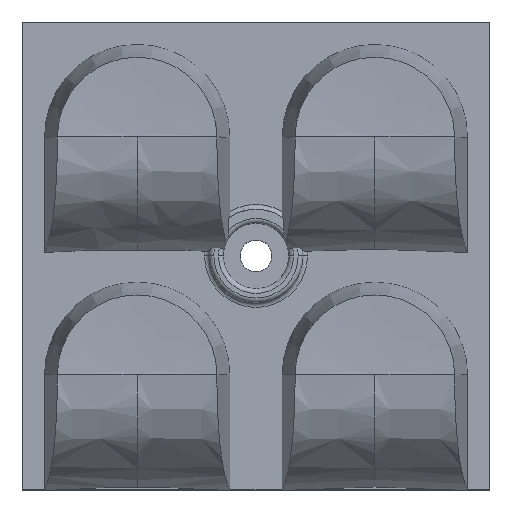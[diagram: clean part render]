
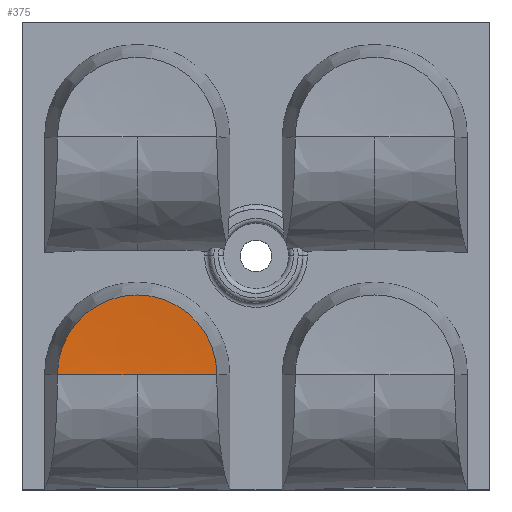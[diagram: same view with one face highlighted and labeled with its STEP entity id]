
A CAD part, top view. The second image highlights one B-rep face of the part: STEP entity #375.
In plain terms, the highlighted free-form (B-spline) face has degree [5, 3] with [6, 4] control points.
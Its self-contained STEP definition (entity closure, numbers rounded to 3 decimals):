
#20 = CARTESIAN_POINT ( 'NONE',  ( -11.74, -10.781, 11.58 ) ) ;
#48 = CIRCLE ( 'NONE', #4091, 8.519 ) ;
#89 = CARTESIAN_POINT ( 'NONE',  ( -14.781, -12.7, 11.581 ) ) ;
#188 = B_SPLINE_CURVE_WITH_KNOTS ( 'NONE', 3,
 ( #881, #6740, #1372, #1406, #6110, #2959, #1928, #5644, #4475, #1305 ),
 .UNSPECIFIED., .F., .F.,
 ( 4, 2, 2, 2, 4 ),
 ( 0.119, 0.25, 0.5, 0.75, 1. ),
 .UNSPECIFIED. ) ;
#375 = ADVANCED_FACE ( 'NONE', ( #2713 ), #5053, .T. ) ;
#565 = CARTESIAN_POINT ( 'NONE',  ( -6.287, 0.125, 11.719 ) ) ;
#621 = EDGE_CURVE ( 'NONE', #1870, #1424, #188, .T. ) ;
#675 = CARTESIAN_POINT ( 'NONE',  ( -4.181, 4.338, 11.826 ) ) ;
#881 = CARTESIAN_POINT ( 'NONE',  ( -4.181, -12.7, 11.826 ) ) ;
#986 = CARTESIAN_POINT ( 'NONE',  ( -12.7, -12.7, 11.826 ) ) ;
#1239 = CARTESIAN_POINT ( 'NONE',  ( -11.74, -12.7, 11.58 ) ) ;
#1305 = CARTESIAN_POINT ( 'NONE',  ( -12.7, -12.7, 11.569 ) ) ;
#1372 = CARTESIAN_POINT ( 'NONE',  ( -5.236, -12.7, 11.774 ) ) ;
#1406 = CARTESIAN_POINT ( 'NONE',  ( -6.792, -12.7, 11.706 ) ) ;
#1424 = VERTEX_POINT ( 'NONE', #3144 ) ;
#1656 = CARTESIAN_POINT ( 'NONE',  ( -16.809, -12.7, 11.627 ) ) ;
#1665 = CARTESIAN_POINT ( 'NONE',  ( -21.219, -12.7, 11.826 ) ) ;
#1856 = EDGE_CURVE ( 'NONE', #3146, #1870, #48, .T. ) ;
#1870 = VERTEX_POINT ( 'NONE', #3071 ) ;
#1928 = CARTESIAN_POINT ( 'NONE',  ( -10.422, -12.7, 11.597 ) ) ;
#2191 = CARTESIAN_POINT ( 'NONE',  ( -12.7, -12.7, 11.569 ) ) ;
#2253 = CARTESIAN_POINT ( 'NONE',  ( -10.619, -12.7, 11.581 ) ) ;
#2291 = CARTESIAN_POINT ( 'NONE',  ( -13.66, -12.7, 11.58 ) ) ;
#2689 = CARTESIAN_POINT ( 'NONE',  ( -21.219, -12.7, 11.826 ) ) ;
#2713 = FACE_OUTER_BOUND ( 'NONE', #5607, .T. ) ;
#2748 = CARTESIAN_POINT ( 'NONE',  ( -19.113, -12.7, 11.719 ) ) ;
#2825 = CARTESIAN_POINT ( 'NONE',  ( -10.619, -8.539, 11.581 ) ) ;
#2959 = CARTESIAN_POINT ( 'NONE',  ( -9.623, -12.7, 11.615 ) ) ;
#3071 = CARTESIAN_POINT ( 'NONE',  ( -4.181, -12.7, 11.826 ) ) ;
#3144 = CARTESIAN_POINT ( 'NONE',  ( -12.7, -12.7, 11.569 ) ) ;
#3146 = VERTEX_POINT ( 'NONE', #2689 ) ;
#3249 = CARTESIAN_POINT ( 'NONE',  ( -21.219, -12.7, 11.826 ) ) ;
#3286 = CARTESIAN_POINT ( 'NONE',  ( -12.7, -12.7, 11.569 ) ) ;
#3320 = CARTESIAN_POINT ( 'NONE',  ( -8.591, -12.7, 11.627 ) ) ;
#3380 = B_SPLINE_CURVE_WITH_KNOTS ( 'NONE', 5,
 ( #1665, #5448, #5064, #6652, #6087, #2191 ),
 .UNSPECIFIED., .F., .F.,
 ( 6, 6 ),
 ( 0.119, 1. ),
 .UNSPECIFIED. ) ;
#3394 = CARTESIAN_POINT ( 'NONE',  ( -12.7, -12.7, 11.569 ) ) ;
#3820 = CARTESIAN_POINT ( 'NONE',  ( -12.7, -12.7, 11.569 ) ) ;
#3855 = CARTESIAN_POINT ( 'NONE',  ( -16.809, -4.482, 11.627 ) ) ;
#3924 = CARTESIAN_POINT ( 'NONE',  ( -21.219, 4.338, 11.826 ) ) ;
#4091 = AXIS2_PLACEMENT_3D ( 'NONE', #986, #5857, #5326 ) ;
#4270 = ORIENTED_EDGE ( 'NONE', *, *, #1856, .F. ) ;
#4377 = CARTESIAN_POINT ( 'NONE',  ( -6.287, -12.7, 11.719 ) ) ;
#4413 = CARTESIAN_POINT ( 'NONE',  ( -13.66, -10.781, 11.58 ) ) ;
#4475 = CARTESIAN_POINT ( 'NONE',  ( -12.251, -12.7, 11.574 ) ) ;
#4831 = EDGE_CURVE ( 'NONE', #3146, #1424, #3380, .T. ) ;
#4871 = CARTESIAN_POINT ( 'NONE',  ( -8.591, -4.482, 11.627 ) ) ;
#5053 =( BOUNDED_SURFACE ( )  B_SPLINE_SURFACE ( 5, 3, ( 
 ( #3249, #3924, #675, #6078 ),
 ( #2748, #5512, #565, #4377 ),
 ( #1656, #3855, #4871, #3320 ),
 ( #89, #5472, #2825, #2253 ),
 ( #2291, #4413, #20, #1239 ),
 ( #3394, #3820, #6574, #3286 ) ),
 .UNSPECIFIED., .F., .F., .F. ) 
 B_SPLINE_SURFACE_WITH_KNOTS ( ( 6, 6 ),
 ( 4, 4 ),
 ( 0.119, 1. ),
 ( 0., 1. ),
 .UNSPECIFIED. ) 
 GEOMETRIC_REPRESENTATION_ITEM ( )  RATIONAL_B_SPLINE_SURFACE ( (
 ( 1., 0.333, 0.333, 1.),
 ( 1., 0.333, 0.333, 1.),
 ( 1., 0.333, 0.333, 1.),
 ( 1., 0.333, 0.333, 1.),
 ( 1., 0.333, 0.333, 1.),
 ( 1., 0.333, 0.333, 1.) ) ) 
 REPRESENTATION_ITEM ( '' )  SURFACE ( )  );
#5064 = CARTESIAN_POINT ( 'NONE',  ( -16.809, -12.7, 11.627 ) ) ;
#5326 = DIRECTION ( 'NONE',  ( 0., 1., 0. ) ) ;
#5448 = CARTESIAN_POINT ( 'NONE',  ( -19.113, -12.7, 11.719 ) ) ;
#5472 = CARTESIAN_POINT ( 'NONE',  ( -14.781, -8.539, 11.581 ) ) ;
#5512 = CARTESIAN_POINT ( 'NONE',  ( -19.113, 0.125, 11.719 ) ) ;
#5607 = EDGE_LOOP ( 'NONE', ( #4270, #6348, #6963 ) ) ;
#5644 = CARTESIAN_POINT ( 'NONE',  ( -11.735, -12.7, 11.577 ) ) ;
#5857 = DIRECTION ( 'NONE',  ( 0., 0., -1. ) ) ;
#6078 = CARTESIAN_POINT ( 'NONE',  ( -4.181, -12.7, 11.826 ) ) ;
#6087 = CARTESIAN_POINT ( 'NONE',  ( -13.66, -12.7, 11.58 ) ) ;
#6110 = CARTESIAN_POINT ( 'NONE',  ( -7.806, -12.7, 11.669 ) ) ;
#6348 = ORIENTED_EDGE ( 'NONE', *, *, #4831, .T. ) ;
#6574 = CARTESIAN_POINT ( 'NONE',  ( -12.7, -12.7, 11.569 ) ) ;
#6652 = CARTESIAN_POINT ( 'NONE',  ( -14.781, -12.7, 11.581 ) ) ;
#6740 = CARTESIAN_POINT ( 'NONE',  ( -4.701, -12.7, 11.8 ) ) ;
#6963 = ORIENTED_EDGE ( 'NONE', *, *, #621, .F. ) ;
